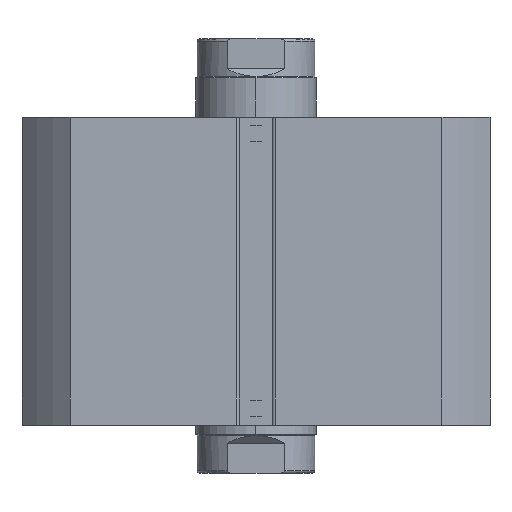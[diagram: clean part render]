
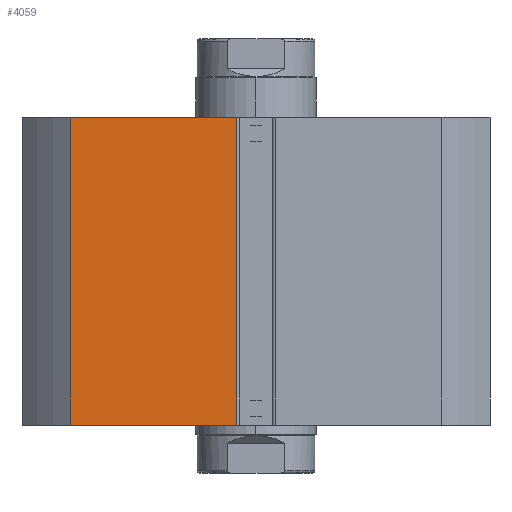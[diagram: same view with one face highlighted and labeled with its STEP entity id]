
A CAD part, front view. The second image highlights one B-rep face of the part: STEP entity #4059.
In plain terms, the highlighted planar face has unit normal (0, -1, 0).
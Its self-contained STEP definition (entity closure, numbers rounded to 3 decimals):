
#48 = ORIENTED_EDGE ( 'NONE', *, *, #3931, .T. ) ;
#55 = ORIENTED_EDGE ( 'NONE', *, *, #3953, .T. ) ;
#62 = ORIENTED_EDGE ( 'NONE', *, *, #3955, .F. ) ;
#291 = DIRECTION ( 'NONE',  ( 1., 0., 0. ) ) ;
#406 = CARTESIAN_POINT ( 'NONE',  ( -38.75, -38.75, 51. ) ) ;
#466 = DIRECTION ( 'NONE',  ( 1., 0., 0. ) ) ;
#509 = CARTESIAN_POINT ( 'NONE',  ( -38.75, -38.75, 0. ) ) ;
#679 = FACE_OUTER_BOUND ( 'NONE', #6205, .T. ) ;
#1588 = ORIENTED_EDGE ( 'NONE', *, *, #3810, .F. ) ;
#2094 = AXIS2_PLACEMENT_3D ( 'NONE', #6915, #6918, #6919 ) ;
#2368 = CARTESIAN_POINT ( 'NONE',  ( -30.801, -38.75, 0. ) ) ;
#2542 = CARTESIAN_POINT ( 'NONE',  ( -30.801, -38.75, 51. ) ) ;
#2565 = CARTESIAN_POINT ( 'NONE',  ( -3.2, -38.75, 0. ) ) ;
#2751 = CARTESIAN_POINT ( 'NONE',  ( -3.2, -38.75, 51. ) ) ;
#3003 = VERTEX_POINT ( 'NONE', #2368 ) ;
#3079 = VERTEX_POINT ( 'NONE', #2542 ) ;
#3190 = VERTEX_POINT ( 'NONE', #2751 ) ;
#3263 = VERTEX_POINT ( 'NONE', #2565 ) ;
#3810 = EDGE_CURVE ( 'NONE', #3079, #3190, #5084, .T. ) ;
#3931 = EDGE_CURVE ( 'NONE', #3003, #3263, #5274, .T. ) ;
#3953 = EDGE_CURVE ( 'NONE', #3263, #3190, #5316, .T. ) ;
#3955 = EDGE_CURVE ( 'NONE', #3003, #3079, #5322, .T. ) ;
#4059 = ADVANCED_FACE ( 'NONE', ( #679 ), #6916, .F. ) ;
#5084 = LINE ( 'NONE', #406, #5088 ) ;
#5088 = VECTOR ( 'NONE', #466, 1000. ) ;
#5274 = LINE ( 'NONE', #509, #5275 ) ;
#5275 = VECTOR ( 'NONE', #291, 1000. ) ;
#5316 = LINE ( 'NONE', #6141, #5318 ) ;
#5318 = VECTOR ( 'NONE', #6665, 1000. ) ;
#5322 = LINE ( 'NONE', #6668, #5323 ) ;
#5323 = VECTOR ( 'NONE', #6669, 1000. ) ;
#6141 = CARTESIAN_POINT ( 'NONE',  ( -3.2, -38.75, 51. ) ) ;
#6205 = EDGE_LOOP ( 'NONE', ( #62, #48, #55, #1588 ) ) ;
#6665 = DIRECTION ( 'NONE',  ( 0., 0., 1. ) ) ;
#6668 = CARTESIAN_POINT ( 'NONE',  ( -30.801, -38.75, 0. ) ) ;
#6669 = DIRECTION ( 'NONE',  ( 0., 0., 1. ) ) ;
#6915 = CARTESIAN_POINT ( 'NONE',  ( -38.75, -38.75, 51. ) ) ;
#6916 = PLANE ( 'NONE',  #2094 ) ;
#6918 = DIRECTION ( 'NONE',  ( 0., 1., 0. ) ) ;
#6919 = DIRECTION ( 'NONE',  ( 0., 0., 1. ) ) ;
